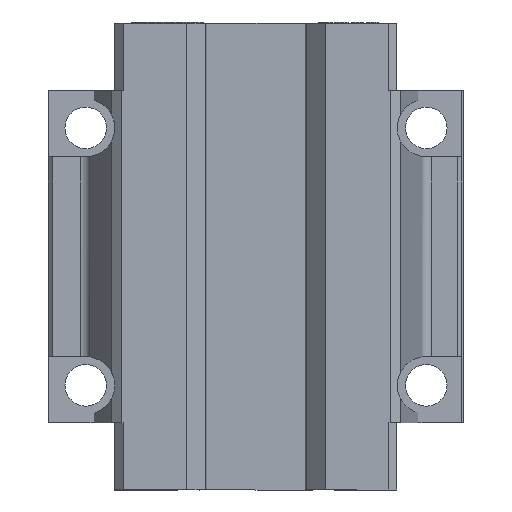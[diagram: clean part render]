
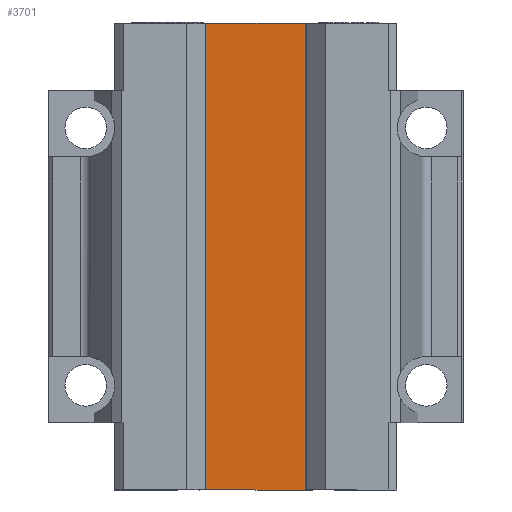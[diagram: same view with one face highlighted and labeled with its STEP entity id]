
A CAD part, front view. The second image highlights one B-rep face of the part: STEP entity #3701.
In plain terms, the highlighted planar face has unit normal (0, -1, 0).
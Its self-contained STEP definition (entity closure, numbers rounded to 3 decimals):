
#2451 = VERTEX_POINT ( 'NONE', #13295 ) ;
#2535 = VERTEX_POINT ( 'NONE', #9364 ) ;
#2573 = EDGE_CURVE ( 'NONE', #2451, #2535, #9419, .T. ) ;
#3692 = EDGE_CURVE ( 'NONE', #4522, #2451, #11405, .T. ) ;
#3695 = EDGE_LOOP ( 'NONE', ( #3850, #4261, #4263, #4265 ) ) ;
#3701 = ADVANCED_FACE ( 'NONE', ( #11386 ), #11385, .T. ) ;
#3850 = ORIENTED_EDGE ( 'NONE', *, *, #4521, .T. ) ;
#4247 = EDGE_CURVE ( 'NONE', #2535, #4281, #12339, .T. ) ;
#4261 = ORIENTED_EDGE ( 'NONE', *, *, #3692, .T. ) ;
#4263 = ORIENTED_EDGE ( 'NONE', *, *, #2573, .T. ) ;
#4265 = ORIENTED_EDGE ( 'NONE', *, *, #4247, .T. ) ;
#4281 = VERTEX_POINT ( 'NONE', #12409 ) ;
#4521 = EDGE_CURVE ( 'NONE', #4281, #4522, #6291, .T. ) ;
#4522 = VERTEX_POINT ( 'NONE', #6287 ) ;
#6287 = CARTESIAN_POINT ( 'NONE',  ( 13.251, 0., -56.2 ) ) ;
#6288 = DIRECTION ( 'NONE',  ( 1., 0., 0. ) ) ;
#6289 = VECTOR ( 'NONE', #6288, 1000. ) ;
#6290 = CARTESIAN_POINT ( 'NONE',  ( -13.251, 0., -56.2 ) ) ;
#6291 = LINE ( 'NONE', #6290, #6289 ) ;
#9364 = CARTESIAN_POINT ( 'NONE',  ( -13.251, 0., 56.2 ) ) ;
#9416 = DIRECTION ( 'NONE',  ( -1., 0., 0. ) ) ;
#9417 = VECTOR ( 'NONE', #9416, 1000. ) ;
#9418 = CARTESIAN_POINT ( 'NONE',  ( -13.251, 0., 56.2 ) ) ;
#9419 = LINE ( 'NONE', #9418, #9417 ) ;
#11381 = DIRECTION ( 'NONE',  ( 0., 0., -1. ) ) ;
#11382 = DIRECTION ( 'NONE',  ( 0., -1., 0. ) ) ;
#11383 = CARTESIAN_POINT ( 'NONE',  ( -13.251, 0., -40. ) ) ;
#11384 = AXIS2_PLACEMENT_3D ( 'NONE', #11383, #11382, #11381 ) ;
#11385 = PLANE ( 'NONE',  #11384 ) ;
#11386 = FACE_OUTER_BOUND ( 'NONE', #3695, .T. ) ;
#11402 = DIRECTION ( 'NONE',  ( 0., 0., 1. ) ) ;
#11403 = VECTOR ( 'NONE', #11402, 1000. ) ;
#11404 = CARTESIAN_POINT ( 'NONE',  ( 13.251, 0., -40. ) ) ;
#11405 = LINE ( 'NONE', #11404, #11403 ) ;
#12336 = DIRECTION ( 'NONE',  ( 0., 0., -1. ) ) ;
#12337 = VECTOR ( 'NONE', #12336, 1000. ) ;
#12338 = CARTESIAN_POINT ( 'NONE',  ( -13.251, 0., -40. ) ) ;
#12339 = LINE ( 'NONE', #12338, #12337 ) ;
#12409 = CARTESIAN_POINT ( 'NONE',  ( -13.251, 0., -56.2 ) ) ;
#13295 = CARTESIAN_POINT ( 'NONE',  ( 13.251, 0., 56.2 ) ) ;
